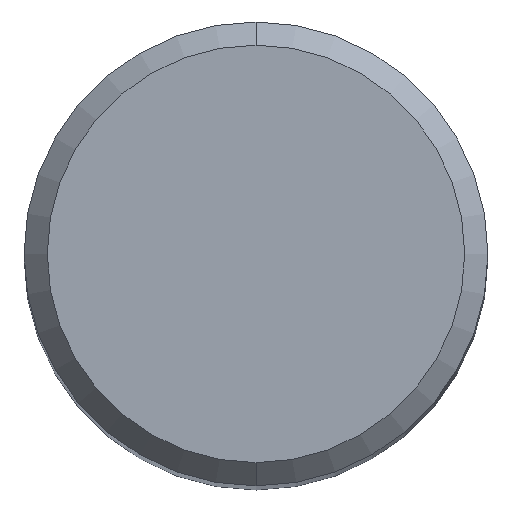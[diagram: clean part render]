
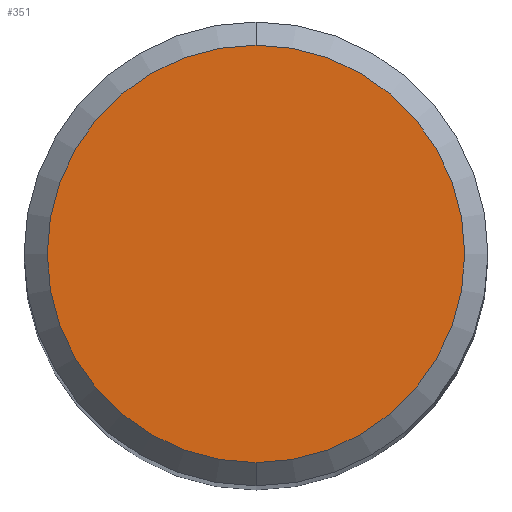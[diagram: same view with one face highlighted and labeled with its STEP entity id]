
A CAD part, top view. The second image highlights one B-rep face of the part: STEP entity #351.
In plain terms, the highlighted planar face has unit normal (0, 0, 1).
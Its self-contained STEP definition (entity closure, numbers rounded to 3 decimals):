
#259=EDGE_CURVE('',#389,#361,#574,.T.);
#351=ADVANCED_FACE('',(#677),#678,.T.);
#361=VERTEX_POINT('',#690);
#389=VERTEX_POINT('',#722);
#403=EDGE_CURVE('',#361,#389,#736,.T.);
#574=CIRCLE('',#1037,4.5);
#677=FACE_OUTER_BOUND('',#1248,.T.);
#678=PLANE('',#1249);
#690=CARTESIAN_POINT('',(0.0,4.5,0.0));
#722=CARTESIAN_POINT('',(0.,-4.5,0.0));
#736=CIRCLE('',#1331,4.5);
#1037=AXIS2_PLACEMENT_3D('',#1586,#1587,#1588);
#1248=EDGE_LOOP('',(#1714,#1715));
#1249=AXIS2_PLACEMENT_3D('',#1716,#1717,#1718);
#1331=AXIS2_PLACEMENT_3D('',#1782,#1783,#1784);
#1586=CARTESIAN_POINT('',(0.0,0.0,0.0));
#1587=DIRECTION('',(0.0,0.0,-1.0));
#1588=DIRECTION('',(0.0,1.0,0.0));
#1714=ORIENTED_EDGE('',*,*,#403,.F.);
#1715=ORIENTED_EDGE('',*,*,#259,.F.);
#1716=CARTESIAN_POINT('',(0.0,2.25,0.0));
#1717=DIRECTION('',(-0.0,0.0,1.0));
#1718=DIRECTION('',(0.0,-1.0,0.0));
#1782=CARTESIAN_POINT('',(0.0,0.0,0.0));
#1783=DIRECTION('',(0.0,0.0,-1.0));
#1784=DIRECTION('',(0.0,1.0,0.0));
